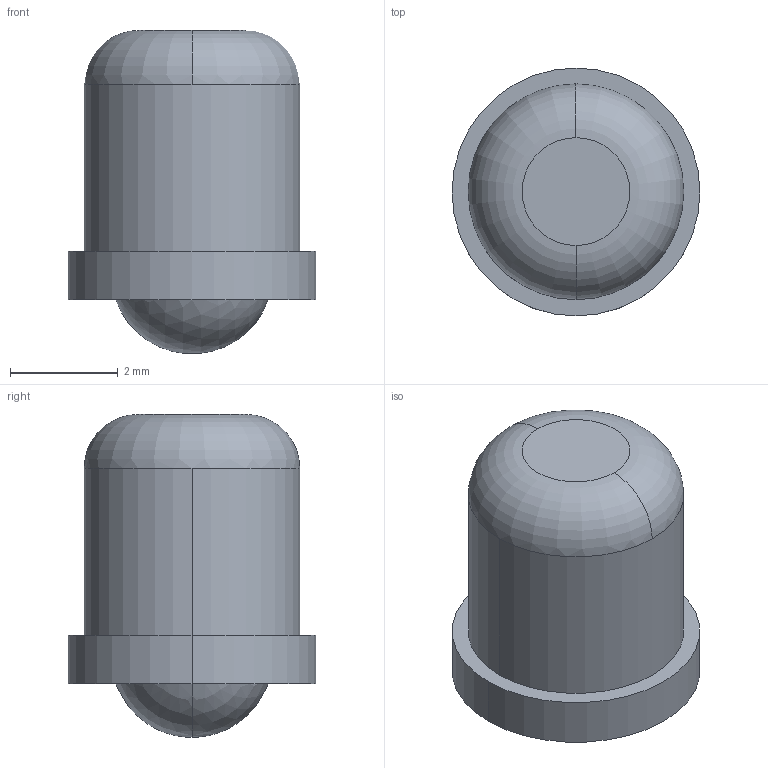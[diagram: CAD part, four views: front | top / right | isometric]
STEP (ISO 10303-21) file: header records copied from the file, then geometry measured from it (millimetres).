
FILE_DESCRIPTION(('STEP AP214'),'1');
FILE_NAME('HALDERN_EH_22080_1004.stp','2018-01-15T14:52:29',('TraceParts'),('TraceParts S.A.'),'Spatial InterOp 3D',' ',' ');
FILE_SCHEMA(('automotive_design'));
Length unit declared in the file: millimetre
Products named in the file (1): HALDERN_EH_22080_1004
Bounding box: 4.6 x 4.6 x 6 mm (x, y, z)
Volume: 49.4 mm3; surface area: 150.2 mm2
Topology: 1 solids, 2 shells, 16 faces, 34 edges, 20 vertices
Faces by surface type: cylinder 6, sphere 4, plane 4, torus 2
Entity records: 560 total; most frequent: DIRECTION 88, CARTESIAN_POINT 67, ORIENTED_EDGE 60, AXIS2_PLACEMENT_3D 41, EDGE_CURVE 30, CIRCLE 24, VERTEX_POINT 20, EDGE_LOOP 18
